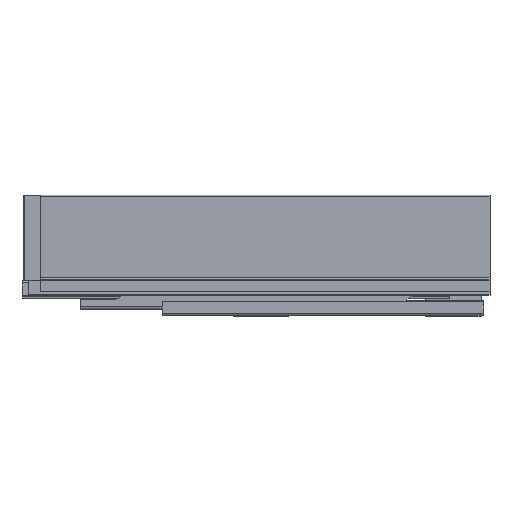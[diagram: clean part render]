
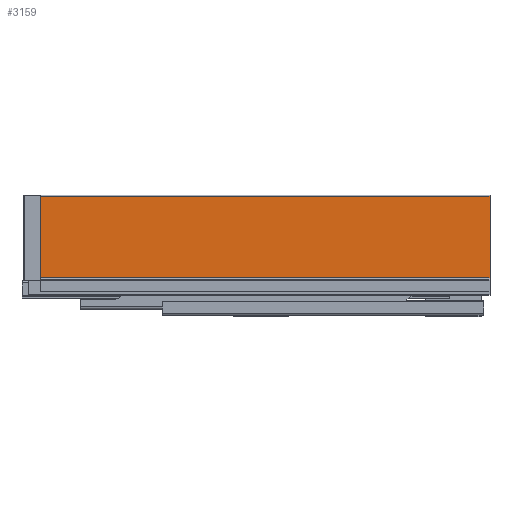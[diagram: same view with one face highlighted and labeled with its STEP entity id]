
A CAD part, top view. The second image highlights one B-rep face of the part: STEP entity #3159.
In plain terms, the highlighted planar face has unit normal (0, 0, 1).
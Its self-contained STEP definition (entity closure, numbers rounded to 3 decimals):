
#227 = VECTOR ( 'NONE', #4612, 1000. ) ;
#247 = AXIS2_PLACEMENT_3D ( 'NONE', #8137, #7424, #1455 ) ;
#272 = VECTOR ( 'NONE', #8593, 1000. ) ;
#486 = ORIENTED_EDGE ( 'NONE', *, *, #4024, .F. ) ;
#853 = CARTESIAN_POINT ( 'NONE',  ( 0., 116., 14. ) ) ;
#865 = PLANE ( 'NONE',  #247 ) ;
#1274 = CARTESIAN_POINT ( 'NONE',  ( -525.5, 20.5, 14. ) ) ;
#1455 = DIRECTION ( 'NONE',  ( 0., -1., 0. ) ) ;
#1843 = CARTESIAN_POINT ( 'NONE',  ( 0., 116., 14. ) ) ;
#2143 = LINE ( 'NONE', #2810, #272 ) ;
#2308 = VERTEX_POINT ( 'NONE', #853 ) ;
#2338 = DIRECTION ( 'NONE',  ( 1., 0., 0. ) ) ;
#2810 = CARTESIAN_POINT ( 'NONE',  ( -525.5, 116., 14. ) ) ;
#2919 = VERTEX_POINT ( 'NONE', #5342 ) ;
#3159 = ADVANCED_FACE ( 'NONE', ( #7381 ), #865, .T. ) ;
#3790 = EDGE_LOOP ( 'NONE', ( #486, #5022, #7376, #5064 ) ) ;
#3850 = LINE ( 'NONE', #4656, #227 ) ;
#3857 = LINE ( 'NONE', #6747, #6525 ) ;
#4024 = EDGE_CURVE ( 'NONE', #2919, #2308, #3850, .T. ) ;
#4612 = DIRECTION ( 'NONE',  ( 1., 0., 0. ) ) ;
#4656 = CARTESIAN_POINT ( 'NONE',  ( -542., 116., 14. ) ) ;
#4988 = VERTEX_POINT ( 'NONE', #5769 ) ;
#5022 = ORIENTED_EDGE ( 'NONE', *, *, #8913, .T. ) ;
#5064 = ORIENTED_EDGE ( 'NONE', *, *, #9149, .F. ) ;
#5266 = VERTEX_POINT ( 'NONE', #1274 ) ;
#5342 = CARTESIAN_POINT ( 'NONE',  ( -525.5, 116., 14. ) ) ;
#5769 = CARTESIAN_POINT ( 'NONE',  ( 0., 20.5, 14. ) ) ;
#6302 = LINE ( 'NONE', #1843, #8283 ) ;
#6525 = VECTOR ( 'NONE', #2338, 1000. ) ;
#6747 = CARTESIAN_POINT ( 'NONE',  ( 0., 20.5, 14. ) ) ;
#7376 = ORIENTED_EDGE ( 'NONE', *, *, #8232, .T. ) ;
#7381 = FACE_OUTER_BOUND ( 'NONE', #3790, .T. ) ;
#7424 = DIRECTION ( 'NONE',  ( 0., 0., 1. ) ) ;
#8137 = CARTESIAN_POINT ( 'NONE',  ( -542., 116., 14. ) ) ;
#8232 = EDGE_CURVE ( 'NONE', #5266, #4988, #3857, .T. ) ;
#8283 = VECTOR ( 'NONE', #9192, 1000. ) ;
#8593 = DIRECTION ( 'NONE',  ( 0., -1., 0. ) ) ;
#8913 = EDGE_CURVE ( 'NONE', #2919, #5266, #2143, .T. ) ;
#9149 = EDGE_CURVE ( 'NONE', #2308, #4988, #6302, .T. ) ;
#9192 = DIRECTION ( 'NONE',  ( 0., -1., 0. ) ) ;
